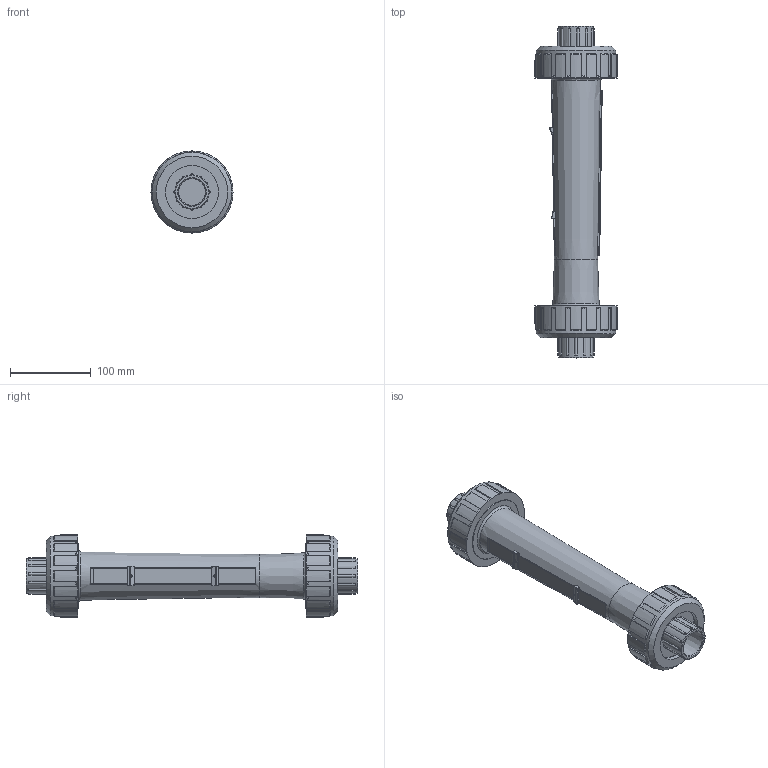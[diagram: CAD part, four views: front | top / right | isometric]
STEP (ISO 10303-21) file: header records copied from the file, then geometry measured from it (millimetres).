
FILE_DESCRIPTION((''),'2;1');
FILE_NAME('RM320-110I-PVC_R0.ipt.stp','2018-10-10T16:22:54',(''),(''),'Autodesk Inventor 2009','Autodesk Inventor 2009','');
FILE_SCHEMA(('AUTOMOTIVE_DESIGN { 1 0 10303 214 1 1 1 1 }'));
Length unit declared in the file: inch
Products named in the file (1): RM320-110I-PVC_R0
Bounding box: 101.35 x 409.96 x 101.35 mm (x, y, z)
Volume: 1269281.1 mm3; surface area: 172309.5 mm2
Topology: 1 solids, 17 shells, 627 faces, 1692 edges, 1103 vertices
Faces by surface type: plane 213, bspline 164, cylinder 128, cone 108, torus 12, sphere 2
Full cylindrical faces by diameter (mm): 42.164 x2, 65.278 x2, 75.8 x2, 79.929 x2, 80.21 x4, 82.931 x2, 98.298 x2, 101.346 x2
Entity records: 25001 total; most frequent: CARTESIAN_POINT 9660, ORIENTED_EDGE 3258, DIRECTION 2826, EDGE_CURVE 1629, AXIS2_PLACEMENT_3D 1103, VERTEX_POINT 1089, EDGE_LOOP 694, STYLED_ITEM 628
